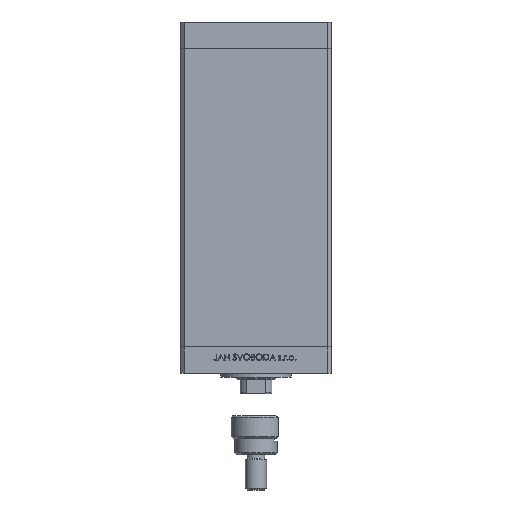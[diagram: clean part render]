
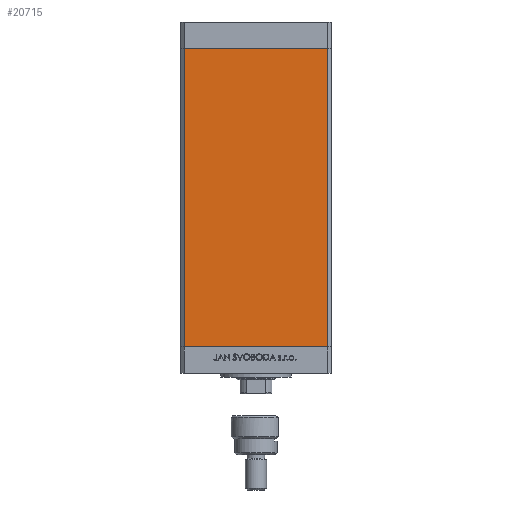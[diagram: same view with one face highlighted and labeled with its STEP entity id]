
A CAD part, front view. The second image highlights one B-rep face of the part: STEP entity #20715.
In plain terms, the highlighted planar face has unit normal (0, -1, 0).
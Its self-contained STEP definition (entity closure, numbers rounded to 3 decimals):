
#1945 = DIRECTION ( 'NONE',  ( 0., 1., 0. ) ) ;
#2447 = CARTESIAN_POINT ( 'NONE',  ( -40.5, -37.5, 168.5 ) ) ;
#8995 = VERTEX_POINT ( 'NONE', #16436 ) ;
#9307 = VECTOR ( 'NONE', #49604, 1000. ) ;
#10337 = DIRECTION ( 'NONE',  ( 0., 0., -1. ) ) ;
#12896 = DIRECTION ( 'NONE',  ( 0., 0., 1. ) ) ;
#13148 = FACE_OUTER_BOUND ( 'NONE', #27365, .T. ) ;
#13909 = VECTOR ( 'NONE', #39679, 1000. ) ;
#16436 = CARTESIAN_POINT ( 'NONE',  ( 40.5, -37.5, 168.5 ) ) ;
#16741 = VERTEX_POINT ( 'NONE', #47174 ) ;
#17199 = ORIENTED_EDGE ( 'NONE', *, *, #36235, .F. ) ;
#17801 = VERTEX_POINT ( 'NONE', #28112 ) ;
#20055 = CARTESIAN_POINT ( 'NONE',  ( -40.5, -37.5, 0. ) ) ;
#20546 = PLANE ( 'NONE',  #22146 ) ;
#20715 = ADVANCED_FACE ( 'NONE', ( #13148 ), #20546, .F. ) ;
#22146 = AXIS2_PLACEMENT_3D ( 'NONE', #47831, #1945, #12896 ) ;
#25168 = CARTESIAN_POINT ( 'NONE',  ( 40.5, -37.5, 0. ) ) ;
#26610 = CARTESIAN_POINT ( 'NONE',  ( 40.5, -37.5, 168.5 ) ) ;
#27365 = EDGE_LOOP ( 'NONE', ( #29061, #17199, #32773, #40272 ) ) ;
#28112 = CARTESIAN_POINT ( 'NONE',  ( -40.5, -37.5, 168.5 ) ) ;
#29061 = ORIENTED_EDGE ( 'NONE', *, *, #33824, .T. ) ;
#32773 = ORIENTED_EDGE ( 'NONE', *, *, #46396, .F. ) ;
#33824 = EDGE_CURVE ( 'NONE', #16741, #37782, #44013, .T. ) ;
#34265 = LINE ( 'NONE', #26610, #37567 ) ;
#36235 = EDGE_CURVE ( 'NONE', #8995, #37782, #34265, .T. ) ;
#37368 = LINE ( 'NONE', #45276, #37811 ) ;
#37567 = VECTOR ( 'NONE', #49836, 1000. ) ;
#37782 = VERTEX_POINT ( 'NONE', #25168 ) ;
#37811 = VECTOR ( 'NONE', #10337, 1000. ) ;
#39679 = DIRECTION ( 'NONE',  ( 1., 0., 0. ) ) ;
#40272 = ORIENTED_EDGE ( 'NONE', *, *, #46529, .T. ) ;
#44013 = LINE ( 'NONE', #20055, #13909 ) ;
#45276 = CARTESIAN_POINT ( 'NONE',  ( -40.5, -37.5, 168.5 ) ) ;
#45779 = LINE ( 'NONE', #2447, #9307 ) ;
#46396 = EDGE_CURVE ( 'NONE', #17801, #8995, #45779, .T. ) ;
#46529 = EDGE_CURVE ( 'NONE', #17801, #16741, #37368, .T. ) ;
#47174 = CARTESIAN_POINT ( 'NONE',  ( -40.5, -37.5, 0. ) ) ;
#47831 = CARTESIAN_POINT ( 'NONE',  ( -40.5, -37.5, 168.5 ) ) ;
#49604 = DIRECTION ( 'NONE',  ( 1., 0., 0. ) ) ;
#49836 = DIRECTION ( 'NONE',  ( 0., 0., -1. ) ) ;
